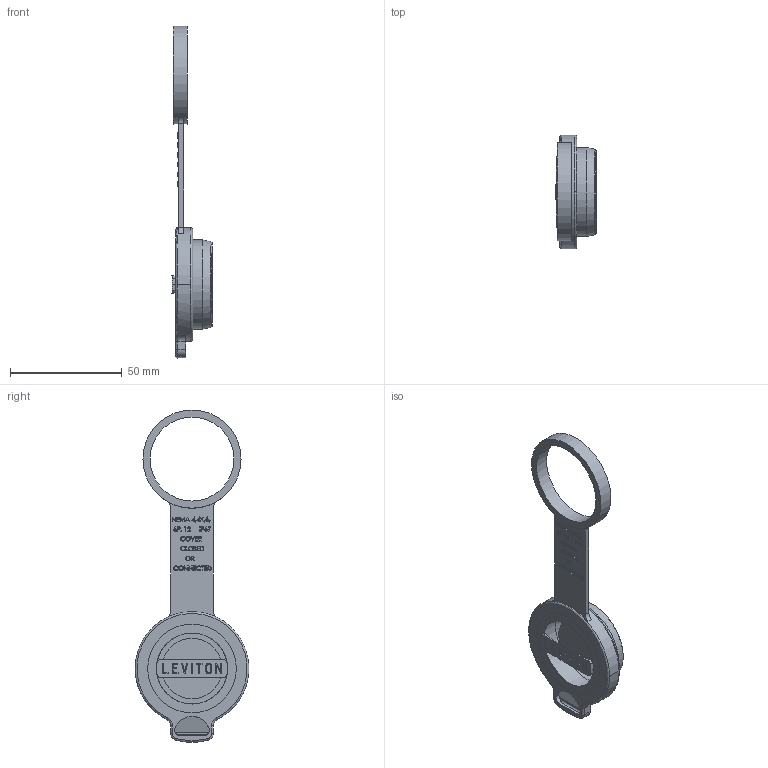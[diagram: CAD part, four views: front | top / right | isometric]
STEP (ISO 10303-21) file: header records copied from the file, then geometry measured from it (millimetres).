
FILE_DESCRIPTION (( 'STEP AP214' ), '1' );
FILE_NAME ('CATSTD-50W50-00X-M01.STEP', '2021-08-19T17:02:29', ( '' ), ( '' ), 'SwSTEP 2.0', 'SolidWorks 2020', '' );
FILE_SCHEMA (( 'AUTOMOTIVE_DESIGN' ));
Length unit declared in the file: inch
Products named in the file (1): CATSTD-50W50-00X-M01
Bounding box: 18.08 x 50.83 x 148.44 mm (x, y, z)
Volume: 25567 mm3; surface area: 12948.1 mm2
Topology: 1 solids, 1 shells, 625 faces, 1633 edges, 1084 vertices
Faces by surface type: plane 422, bspline 152, cylinder 36, torus 10, cone 3, sphere 2
Full cylindrical faces by diameter (mm): 37.541 x1, 39.878 x1, 43.891 x1, 44.958 x1
Entity records: 28227 total; most frequent: CARTESIAN_POINT 13804, ORIENTED_EDGE 3246, DIRECTION 2361, EDGE_CURVE 1623, LINE 1205, VECTOR 1205, VERTEX_POINT 1081, EDGE_LOOP 708
